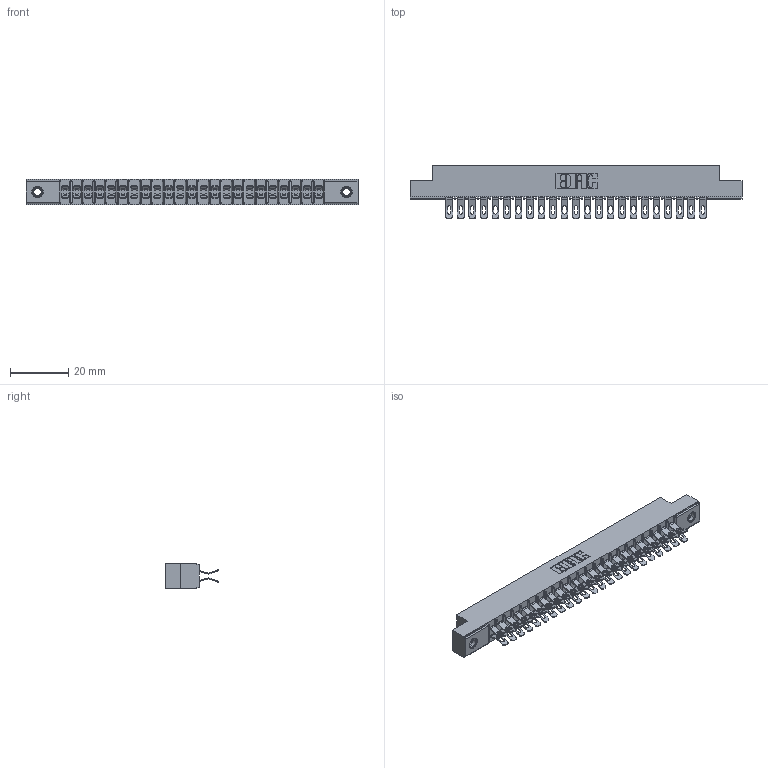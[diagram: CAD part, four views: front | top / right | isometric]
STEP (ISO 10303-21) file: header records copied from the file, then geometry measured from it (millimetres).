
FILE_DESCRIPTION (( 'STEP AP203' ), '1' );
FILE_NAME ('315-046-555-207.STEP', '2019-09-10T18:06:33', ( '' ), ( '' ), 'SwSTEP 2.0', 'SolidWorks 2016', '' );
FILE_SCHEMA (( 'CONFIG_CONTROL_DESIGN' ));
Length unit declared in the file: inch
Products named in the file (4): 345-250-001_345-250-005-103; 305-290-001_555; 305 Part_.156 Dia; 315-046-555-207
Assembly tree (49 placements, depth 2):
  315-046-555-207
    305 Part_.156 Dia
    305-290-001_555  x46
    345-250-001_345-250-005-103  x2
Bounding box: 114.15 x 18.41 x 8.71 mm (x, y, z)
Volume: 7283.8 mm3; surface area: 14622.1 mm2
Topology: 49 solids, 49 shells, 3212 faces, 9537 edges, 6226 vertices
Faces by surface type: plane 1572, cylinder 1532, sphere 92, cone 12, torus 4
Entity records: 29025 total; most frequent: CARTESIAN_POINT 4804, ORIENTED_EDGE 4750, DIRECTION 4667, EDGE_CURVE 2375, LINE 1877, VECTOR 1877, VERTEX_POINT 1516, AXIS2_PLACEMENT_3D 1395
